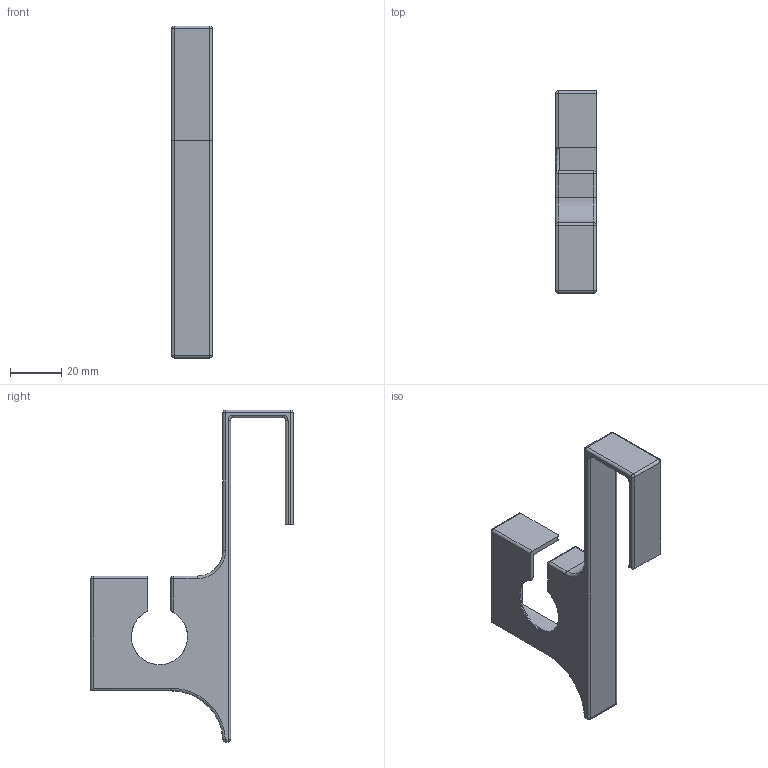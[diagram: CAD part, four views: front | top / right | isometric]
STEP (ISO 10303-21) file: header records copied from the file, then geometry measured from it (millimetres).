
FILE_DESCRIPTION(/* description */ ('Unknown'),/* implementation_level */ '2;1');
FILE_NAME(/* name */ 'One_side',/* time_stamp */ '2025-04-21T21:27:40+02:00',/* author */ ('Unknown'),/* organization */ ('Unknown'),/* preprocessor_version */ 'ST-DEVELOPER v16.7',/* originating_system */ 'Solid Edge',/* authorisation */ 'Unknown');
FILE_SCHEMA (('AUTOMOTIVE_DESIGN {1 0 10303 214 3 1 1}'));
Length unit declared in the file: millimetre
Products named in the file (1): masik_tarto
Bounding box: 16 x 79.2 x 130 mm (x, y, z)
Volume: 17599.3 mm3; surface area: 14957.8 mm2
Topology: 1 solids, 1 shells, 76 faces, 185 edges, 100 vertices
Faces by surface type: cylinder 34, plane 22, sphere 11, torus 9
Entity records: 2146 total; most frequent: DIRECTION 401, CARTESIAN_POINT 364, ORIENTED_EDGE 348, EDGE_CURVE 174, AXIS2_PLACEMENT_3D 154, VERTEX_POINT 100, LINE 93, VECTOR 93
